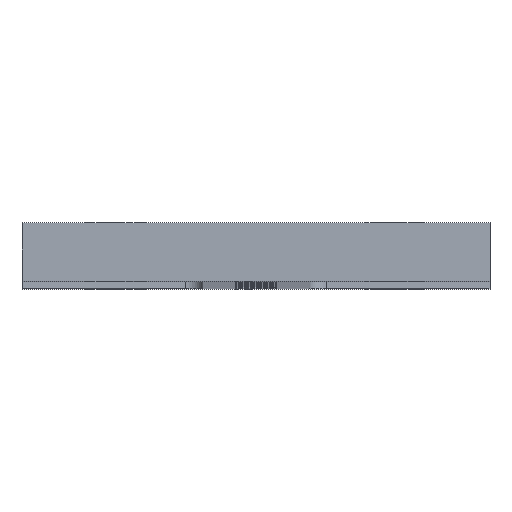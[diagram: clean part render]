
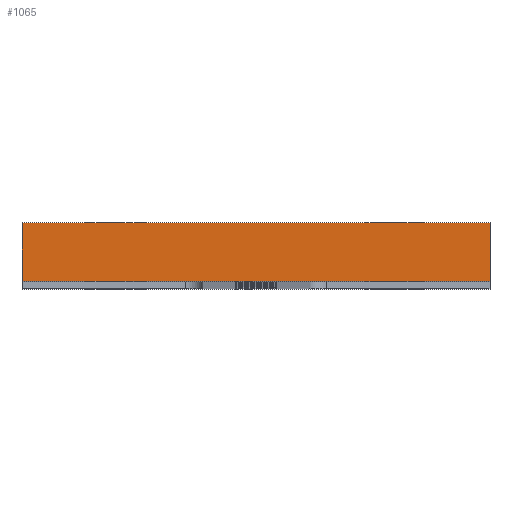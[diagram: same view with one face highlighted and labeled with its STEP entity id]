
A CAD part, top view. The second image highlights one B-rep face of the part: STEP entity #1065.
In plain terms, the highlighted planar face has unit normal (0, 0, 1).
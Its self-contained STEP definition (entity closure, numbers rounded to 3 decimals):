
#42 = LINE ( 'NONE', #566, #901 ) ;
#126 = EDGE_CURVE ( 'NONE', #763, #555, #1292, .T. ) ;
#218 = DIRECTION ( 'NONE',  ( 1., 0., 0. ) ) ;
#226 = DIRECTION ( 'NONE',  ( 1., 0., 0. ) ) ;
#422 = VERTEX_POINT ( 'NONE', #1986 ) ;
#472 = DIRECTION ( 'NONE',  ( 0., 0., -1. ) ) ;
#508 = AXIS2_PLACEMENT_3D ( 'NONE', #1146, #472, #1818 ) ;
#512 = DIRECTION ( 'NONE',  ( 0., -1., 0. ) ) ;
#529 = VECTOR ( 'NONE', #1229, 1000. ) ;
#555 = VERTEX_POINT ( 'NONE', #1356 ) ;
#566 = CARTESIAN_POINT ( 'NONE',  ( -15.32, 5., 12.387 ) ) ;
#751 = ORIENTED_EDGE ( 'NONE', *, *, #1380, .F. ) ;
#763 = VERTEX_POINT ( 'NONE', #888 ) ;
#888 = CARTESIAN_POINT ( 'NONE',  ( -15.32, 5., 12.387 ) ) ;
#901 = VECTOR ( 'NONE', #226, 1000. ) ;
#976 = ORIENTED_EDGE ( 'NONE', *, *, #1992, .T. ) ;
#1065 = ADVANCED_FACE ( 'NONE', ( #2038 ), #2007, .F. ) ;
#1088 = EDGE_LOOP ( 'NONE', ( #976, #1940, #751, #1326 ) ) ;
#1146 = CARTESIAN_POINT ( 'NONE',  ( -15.32, 5., 12.387 ) ) ;
#1229 = DIRECTION ( 'NONE',  ( 0., -1., 0. ) ) ;
#1250 = LINE ( 'NONE', #1257, #1789 ) ;
#1257 = CARTESIAN_POINT ( 'NONE',  ( -15.32, 0., 12.387 ) ) ;
#1269 = EDGE_CURVE ( 'NONE', #2118, #422, #1469, .T. ) ;
#1292 = LINE ( 'NONE', #1373, #1832 ) ;
#1326 = ORIENTED_EDGE ( 'NONE', *, *, #126, .T. ) ;
#1356 = CARTESIAN_POINT ( 'NONE',  ( -15.32, 0., 12.387 ) ) ;
#1373 = CARTESIAN_POINT ( 'NONE',  ( -15.32, 5., 12.387 ) ) ;
#1380 = EDGE_CURVE ( 'NONE', #763, #2118, #42, .T. ) ;
#1469 = LINE ( 'NONE', #1752, #529 ) ;
#1752 = CARTESIAN_POINT ( 'NONE',  ( 24.68, 5., 12.387 ) ) ;
#1789 = VECTOR ( 'NONE', #218, 1000. ) ;
#1818 = DIRECTION ( 'NONE',  ( -1., 0., 0. ) ) ;
#1832 = VECTOR ( 'NONE', #512, 1000. ) ;
#1940 = ORIENTED_EDGE ( 'NONE', *, *, #1269, .F. ) ;
#1986 = CARTESIAN_POINT ( 'NONE',  ( 24.68, 0., 12.387 ) ) ;
#1992 = EDGE_CURVE ( 'NONE', #555, #422, #1250, .T. ) ;
#2007 = PLANE ( 'NONE',  #508 ) ;
#2038 = FACE_OUTER_BOUND ( 'NONE', #1088, .T. ) ;
#2118 = VERTEX_POINT ( 'NONE', #2158 ) ;
#2158 = CARTESIAN_POINT ( 'NONE',  ( 24.68, 5., 12.387 ) ) ;
